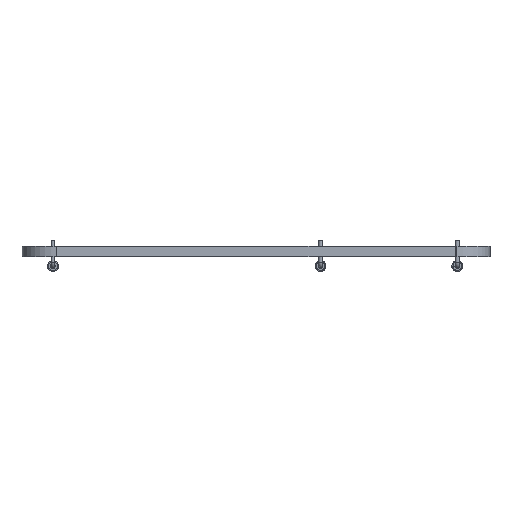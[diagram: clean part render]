
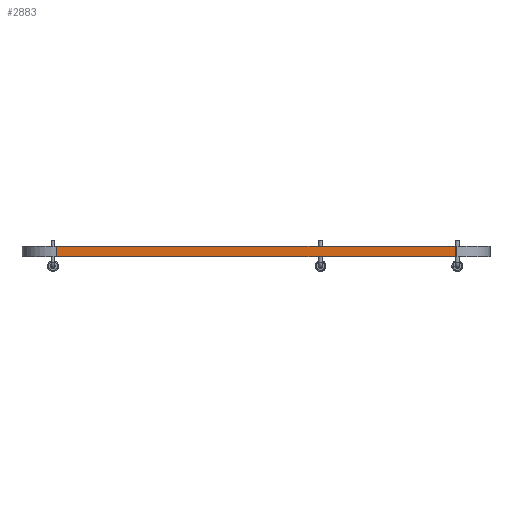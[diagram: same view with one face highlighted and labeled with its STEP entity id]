
A CAD part, front view. The second image highlights one B-rep face of the part: STEP entity #2883.
In plain terms, the highlighted planar face has unit normal (0, -1, 0).
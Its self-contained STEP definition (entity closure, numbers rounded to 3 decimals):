
#774 = VERTEX_POINT('',#775);
#775 = CARTESIAN_POINT('',(-29.464,-47.589,0.));
#782 = EDGE_CURVE('',#783,#774,#785,.T.);
#783 = VERTEX_POINT('',#784);
#784 = CARTESIAN_POINT('',(29.428,-47.589,0.));
#785 = LINE('',#786,#787);
#786 = CARTESIAN_POINT('',(29.428,-47.589,0.));
#787 = VECTOR('',#788,1.);
#788 = DIRECTION('',(-1.,0.,0.));
#1785 = VERTEX_POINT('',#1786);
#1786 = CARTESIAN_POINT('',(-29.464,-47.589,1.6));
#1793 = EDGE_CURVE('',#1794,#1785,#1796,.T.);
#1794 = VERTEX_POINT('',#1795);
#1795 = CARTESIAN_POINT('',(29.428,-47.589,1.6));
#1796 = LINE('',#1797,#1798);
#1797 = CARTESIAN_POINT('',(29.428,-47.589,1.6));
#1798 = VECTOR('',#1799,1.);
#1799 = DIRECTION('',(-1.,0.,0.));
#2855 = EDGE_CURVE('',#783,#1794,#2856,.T.);
#2856 = LINE('',#2857,#2858);
#2857 = CARTESIAN_POINT('',(29.428,-47.589,0.));
#2858 = VECTOR('',#2859,1.);
#2859 = DIRECTION('',(0.,0.,1.));
#2870 = EDGE_CURVE('',#774,#1785,#2871,.T.);
#2871 = LINE('',#2872,#2873);
#2872 = CARTESIAN_POINT('',(-29.464,-47.589,0.));
#2873 = VECTOR('',#2874,1.);
#2874 = DIRECTION('',(0.,0.,1.));
#2883 = ADVANCED_FACE('',(#2884),#2890,.T.);
#2884 = FACE_BOUND('',#2885,.T.);
#2885 = EDGE_LOOP('',(#2886,#2887,#2888,#2889));
#2886 = ORIENTED_EDGE('',*,*,#2855,.T.);
#2887 = ORIENTED_EDGE('',*,*,#1793,.T.);
#2888 = ORIENTED_EDGE('',*,*,#2870,.F.);
#2889 = ORIENTED_EDGE('',*,*,#782,.F.);
#2890 = PLANE('',#2891);
#2891 = AXIS2_PLACEMENT_3D('',#2892,#2893,#2894);
#2892 = CARTESIAN_POINT('',(29.428,-47.589,0.));
#2893 = DIRECTION('',(0.,-1.,0.));
#2894 = DIRECTION('',(-1.,0.,0.));
